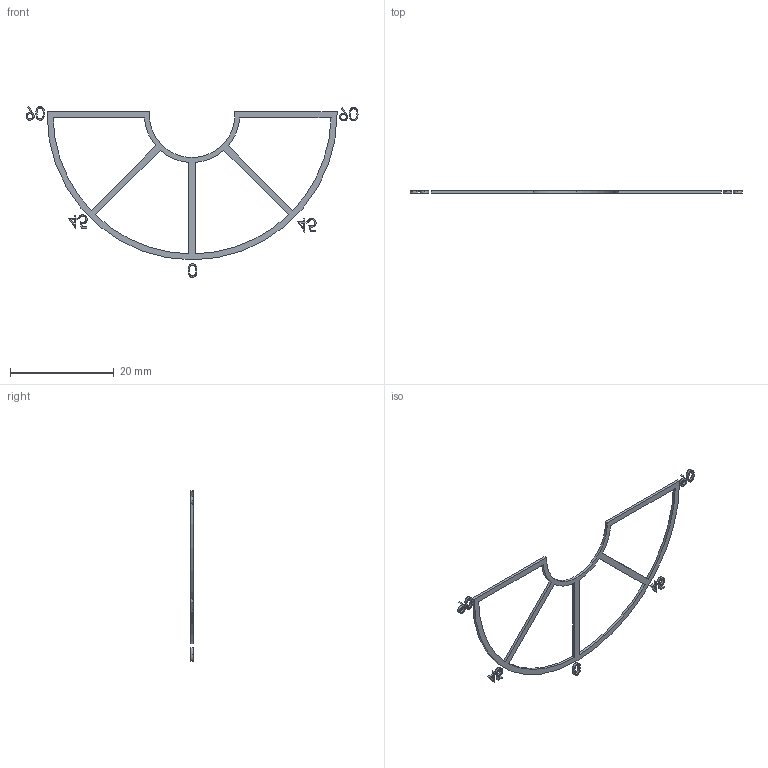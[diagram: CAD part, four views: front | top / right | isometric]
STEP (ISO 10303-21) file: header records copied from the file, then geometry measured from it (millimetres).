
FILE_DESCRIPTION (( 'STEP AP214' ), '1' );
FILE_NAME ('step_angles.STEP', '2020-03-26T20:53:10', ( '' ), ( '' ), 'SwSTEP 2.0', 'SolidWorks 2019', '' );
FILE_SCHEMA (( 'AUTOMOTIVE_DESIGN' ));
Length unit declared in the file: centimetre
Products named in the file (1): step_angles
Bounding box: 64.09 x 0.5 x 32.95 mm (x, y, z)
Volume: 123.5 mm3; surface area: 746.4 mm2
Topology: 10 solids, 10 shells, 150 faces, 390 edges, 260 vertices
Faces by surface type: plane 77, bspline 61, cylinder 12
Entity records: 8751 total; most frequent: CARTESIAN_POINT 5302, ORIENTED_EDGE 780, DIRECTION 472, EDGE_CURVE 390, VERTEX_POINT 260, LINE 244, VECTOR 244, EDGE_LOOP 172
